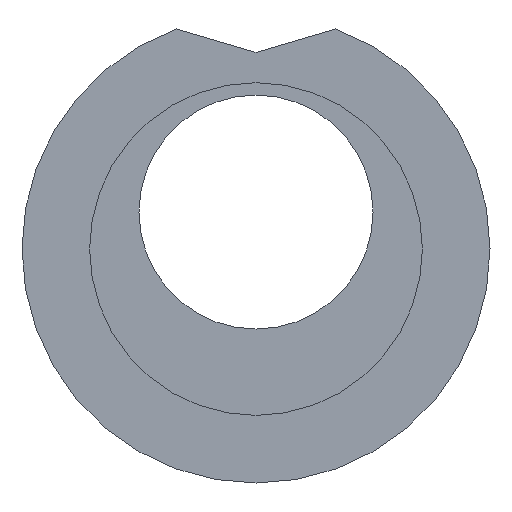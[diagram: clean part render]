
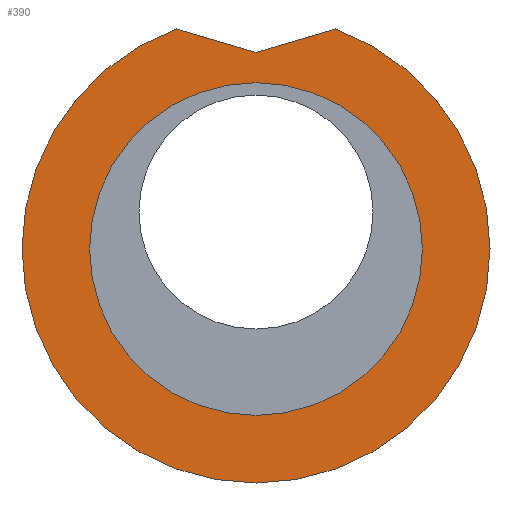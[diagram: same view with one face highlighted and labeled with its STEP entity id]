
A CAD part, front view. The second image highlights one B-rep face of the part: STEP entity #390.
In plain terms, the highlighted planar face has unit normal (0, -1, 0).
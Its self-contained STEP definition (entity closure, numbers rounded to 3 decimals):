
#47 = CARTESIAN_POINT ( 'NONE',  ( 0., -1., 0. ) ) ;
#78 = FACE_OUTER_BOUND ( 'NONE', #487, .T. ) ;
#84 = DIRECTION ( 'NONE',  ( 0., 0., 1. ) ) ;
#95 = CARTESIAN_POINT ( 'NONE',  ( 1.7, -1., 4.702 ) ) ;
#105 = VECTOR ( 'NONE', #318, 1000. ) ;
#153 = EDGE_CURVE ( 'NONE', #536, #276, #551, .T. ) ;
#165 = AXIS2_PLACEMENT_3D ( 'NONE', #771, #651, #486 ) ;
#188 = VERTEX_POINT ( 'NONE', #266 ) ;
#202 = CIRCLE ( 'NONE', #165, 3.555 ) ;
#220 = ORIENTED_EDGE ( 'NONE', *, *, #726, .F. ) ;
#235 = ORIENTED_EDGE ( 'NONE', *, *, #333, .T. ) ;
#266 = CARTESIAN_POINT ( 'NONE',  ( 0., -1., 3.555 ) ) ;
#276 = VERTEX_POINT ( 'NONE', #616 ) ;
#295 = CARTESIAN_POINT ( 'NONE',  ( 0., -1., -3.555 ) ) ;
#305 = CARTESIAN_POINT ( 'NONE',  ( -1.7, -1., 4.702 ) ) ;
#309 = CARTESIAN_POINT ( 'NONE',  ( 1.138, -1., 3.868 ) ) ;
#318 = DIRECTION ( 'NONE',  ( -0.959, 0., 0.282 ) ) ;
#323 = CARTESIAN_POINT ( 'NONE',  ( -1.138, -1., 3.868 ) ) ;
#329 = ORIENTED_EDGE ( 'NONE', *, *, #528, .F. ) ;
#333 = EDGE_CURVE ( 'NONE', #276, #337, #454, .T. ) ;
#337 = VERTEX_POINT ( 'NONE', #305 ) ;
#390 = ADVANCED_FACE ( 'NONE', ( #78, #502 ), #783, .F. ) ;
#398 = AXIS2_PLACEMENT_3D ( 'NONE', #47, #725, #716 ) ;
#433 = VERTEX_POINT ( 'NONE', #295 ) ;
#451 = ORIENTED_EDGE ( 'NONE', *, *, #153, .T. ) ;
#454 = LINE ( 'NONE', #309, #105 ) ;
#459 = DIRECTION ( 'NONE',  ( 0., -1., 0. ) ) ;
#461 = EDGE_LOOP ( 'NONE', ( #220, #565 ) ) ;
#469 = DIRECTION ( 'NONE',  ( 0., 0., 1. ) ) ;
#472 = DIRECTION ( 'NONE',  ( 0., 1., 0. ) ) ;
#476 = CARTESIAN_POINT ( 'NONE',  ( 0., -1., 0. ) ) ;
#486 = DIRECTION ( 'NONE',  ( 0., 0., 1. ) ) ;
#487 = EDGE_LOOP ( 'NONE', ( #451, #235, #329 ) ) ;
#502 = FACE_BOUND ( 'NONE', #461, .T. ) ;
#517 = DIRECTION ( 'NONE',  ( -0.959, 0., -0.282 ) ) ;
#528 = EDGE_CURVE ( 'NONE', #536, #337, #756, .T. ) ;
#536 = VERTEX_POINT ( 'NONE', #95 ) ;
#537 = AXIS2_PLACEMENT_3D ( 'NONE', #635, #459, #84 ) ;
#551 = LINE ( 'NONE', #323, #690 ) ;
#565 = ORIENTED_EDGE ( 'NONE', *, *, #582, .F. ) ;
#582 = EDGE_CURVE ( 'NONE', #433, #188, #202, .T. ) ;
#616 = CARTESIAN_POINT ( 'NONE',  ( 0., -1., 4.202 ) ) ;
#633 = CIRCLE ( 'NONE', #537, 3.555 ) ;
#635 = CARTESIAN_POINT ( 'NONE',  ( 0., -1., 0. ) ) ;
#651 = DIRECTION ( 'NONE',  ( 0., -1., 0. ) ) ;
#668 = AXIS2_PLACEMENT_3D ( 'NONE', #476, #472, #469 ) ;
#690 = VECTOR ( 'NONE', #517, 1000. ) ;
#716 = DIRECTION ( 'NONE',  ( 0., 0., 1. ) ) ;
#725 = DIRECTION ( 'NONE',  ( 0., 1., 0. ) ) ;
#726 = EDGE_CURVE ( 'NONE', #188, #433, #633, .T. ) ;
#756 = CIRCLE ( 'NONE', #668, 5. ) ;
#771 = CARTESIAN_POINT ( 'NONE',  ( 0., -1., 0. ) ) ;
#783 = PLANE ( 'NONE',  #398 ) ;
